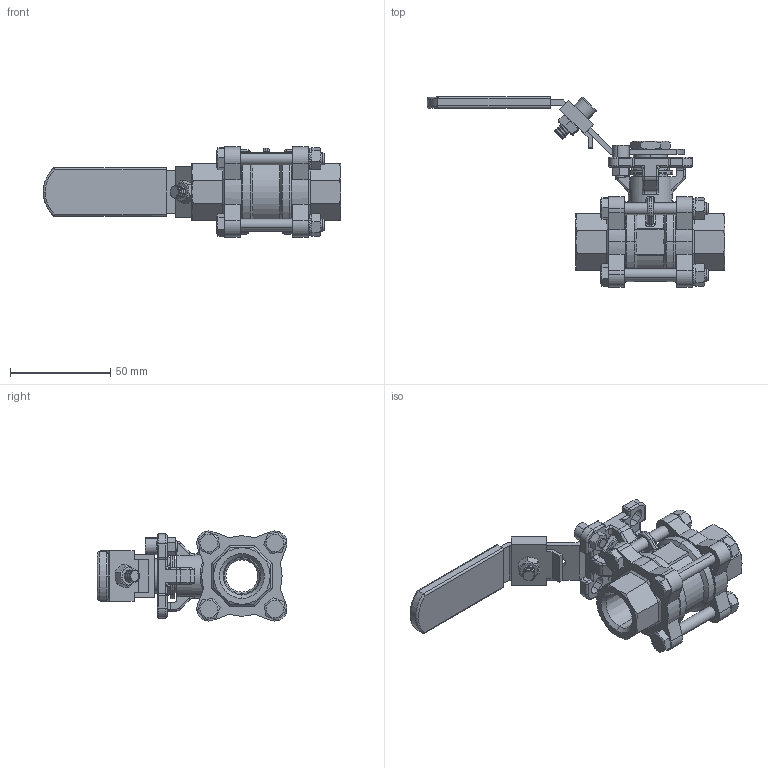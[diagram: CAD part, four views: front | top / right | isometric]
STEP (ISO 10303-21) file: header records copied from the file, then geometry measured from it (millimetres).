
FILE_DESCRIPTION (( 'STEP AP214' ), '1' );
FILE_NAME ('3700-04SE.STEP', '2017-06-21T03:35:36', ( 'rd3' ), ( '' ), 'SwSTEP 2.0', 'SolidWorks 2014', '' );
FILE_SCHEMA (( 'AUTOMOTIVE_DESIGN' ));
Length unit declared in the file: millimetre
Products named in the file (25): 3118-02_3118-04; 3071R1-04; 3T44-04; 3T17-04; 3700-04SE; 0016-W14S; 3T15-F76S; 307-04; 307140-04; M6; 2D29-30; 307013-04; 37F130-04; 3T10-04; 3T08-04; 3T09-04; 35T606-04; 1107-12; 3T05-04; E5MM-M05; 3504-04; 0017-14S; 3503-04; 2D20-20; 3052R2-04
Assembly tree (38 placements, depth 3):
  3700-04SE
    3071R1-04
    3052R2-04  x2
    3503-04  x2
    3504-04
    3T05-04
    1107-12
    35T606-04  x2
    3T09-04
    3T08-04
    3T10-04  x2
    307-04
      37F130-04
      307013-04
      2D29-30
      M6
      307140-04
    3T15-F76S  x2
    0016-W14S  x4
    3T17-04
    3T44-04
    3118-02_3118-04  x4
    2D20-20
    0017-14S  x4
    E5MM-M05
Bounding box: 148.7 x 94.89 x 45.02 mm (x, y, z)
Volume: 94399.5 mm3; surface area: 68721.1 mm2
Topology: 38 solids, 38 shells, 1045 faces, 2516 edges, 1536 vertices
Faces by surface type: plane 400, cylinder 359, cone 178, torus 56, bspline 38, sphere 14
Entity records: 32736 total; most frequent: CARTESIAN_POINT 13488, ORIENTED_EDGE 3800, DIRECTION 3775, EDGE_CURVE 1900, AXIS2_PLACEMENT_3D 1433, VERTEX_POINT 1172, VECTOR 909, LINE 909
